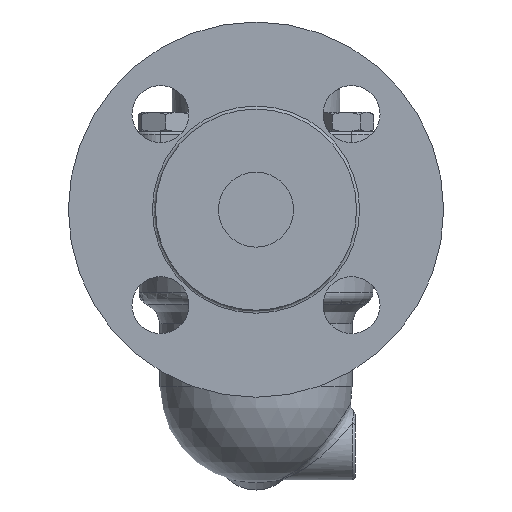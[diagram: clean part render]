
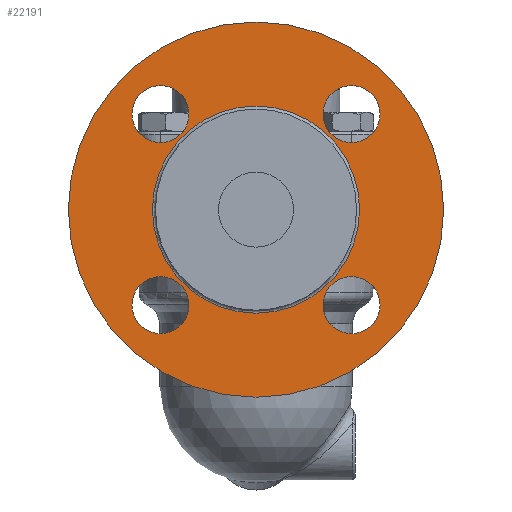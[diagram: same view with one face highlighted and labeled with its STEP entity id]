
A CAD part, left-side view. The second image highlights one B-rep face of the part: STEP entity #22191.
In plain terms, the highlighted planar face has unit normal (-1, 0, 0).
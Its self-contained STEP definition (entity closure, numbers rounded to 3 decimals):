
#22113=CARTESIAN_POINT('',(-106.,0.,61.5));
#22114=VERTEX_POINT('',#22113);
#22115=CARTESIAN_POINT('',(-106.,0.0,-1.));
#22116=DIRECTION('',(1.0,0.0,0.0));
#22117=DIRECTION('',(0.0,0.0,-1.0));
#22118=AXIS2_PLACEMENT_3D('',#22115,#22116,#22117);
#22119=CIRCLE('',#22118,62.5);
#22120=EDGE_CURVE('',#22114,#22114,#22119,.T.);
#22128=CARTESIAN_POINT('',(-106.,0.0,-1.));
#22129=DIRECTION('',(1.0,0.0,0.0));
#22130=DIRECTION('',(0.0,0.0,-1.0));
#22131=AXIS2_PLACEMENT_3D('',#22128,#22129,#22130);
#22132=PLANE('',#22131);
#22133=ORIENTED_EDGE('',*,*,#22120,.F.);
#22134=EDGE_LOOP('',(#22133));
#22135=FACE_OUTER_BOUND('',#22134,.T.);
#22136=CARTESIAN_POINT('',(-106.,0.,33.5));
#22137=VERTEX_POINT('',#22136);
#22138=CARTESIAN_POINT('',(-106.,0.0,-1.));
#22139=DIRECTION('',(-1.0,0.0,0.0));
#22140=DIRECTION('',(0.0,0.0,-1.0));
#22141=AXIS2_PLACEMENT_3D('',#22138,#22139,#22140);
#22142=CIRCLE('',#22141,34.5);
#22143=EDGE_CURVE('',#22137,#22137,#22142,.T.);
#22144=ORIENTED_EDGE('',*,*,#22143,.F.);
#22145=EDGE_LOOP('',(#22144));
#22146=FACE_BOUND('',#22145,.T.);
#22147=CARTESIAN_POINT('',(-106.,31.82,21.32));
#22148=VERTEX_POINT('',#22147);
#22149=CARTESIAN_POINT('',(-106.,31.82,30.82));
#22150=DIRECTION('',(1.0,0.0,0.0));
#22151=DIRECTION('',(0.0,0.0,1.0));
#22152=AXIS2_PLACEMENT_3D('',#22149,#22150,#22151);
#22153=CIRCLE('',#22152,9.5);
#22154=EDGE_CURVE('',#22148,#22148,#22153,.T.);
#22155=ORIENTED_EDGE('',*,*,#22154,.T.);
#22156=EDGE_LOOP('',(#22155));
#22157=FACE_BOUND('',#22156,.T.);
#22158=CARTESIAN_POINT('',(-106.,-22.32,30.82));
#22159=VERTEX_POINT('',#22158);
#22160=CARTESIAN_POINT('',(-106.,-31.82,30.82));
#22161=DIRECTION('',(1.0,0.0,0.0));
#22162=DIRECTION('',(0.0,-1.0,0.0));
#22163=AXIS2_PLACEMENT_3D('',#22160,#22161,#22162);
#22164=CIRCLE('',#22163,9.5);
#22165=EDGE_CURVE('',#22159,#22159,#22164,.T.);
#22166=ORIENTED_EDGE('',*,*,#22165,.T.);
#22167=EDGE_LOOP('',(#22166));
#22168=FACE_BOUND('',#22167,.T.);
#22169=CARTESIAN_POINT('',(-106.,-31.82,-23.32));
#22170=VERTEX_POINT('',#22169);
#22171=CARTESIAN_POINT('',(-106.,-31.82,-32.82));
#22172=DIRECTION('',(1.0,0.0,0.0));
#22173=DIRECTION('',(0.0,0.0,-1.0));
#22174=AXIS2_PLACEMENT_3D('',#22171,#22172,#22173);
#22175=CIRCLE('',#22174,9.5);
#22176=EDGE_CURVE('',#22170,#22170,#22175,.T.);
#22177=ORIENTED_EDGE('',*,*,#22176,.T.);
#22178=EDGE_LOOP('',(#22177));
#22179=FACE_BOUND('',#22178,.T.);
#22180=CARTESIAN_POINT('',(-106.,22.32,-32.82));
#22181=VERTEX_POINT('',#22180);
#22182=CARTESIAN_POINT('',(-106.,31.82,-32.82));
#22183=DIRECTION('',(1.0,0.0,0.0));
#22184=DIRECTION('',(0.0,1.0,0.0));
#22185=AXIS2_PLACEMENT_3D('',#22182,#22183,#22184);
#22186=CIRCLE('',#22185,9.5);
#22187=EDGE_CURVE('',#22181,#22181,#22186,.T.);
#22188=ORIENTED_EDGE('',*,*,#22187,.T.);
#22189=EDGE_LOOP('',(#22188));
#22190=FACE_BOUND('',#22189,.T.);
#22191=ADVANCED_FACE('',(#22135,#22146,#22157,#22168,#22179,#22190),#22132,.F.);
